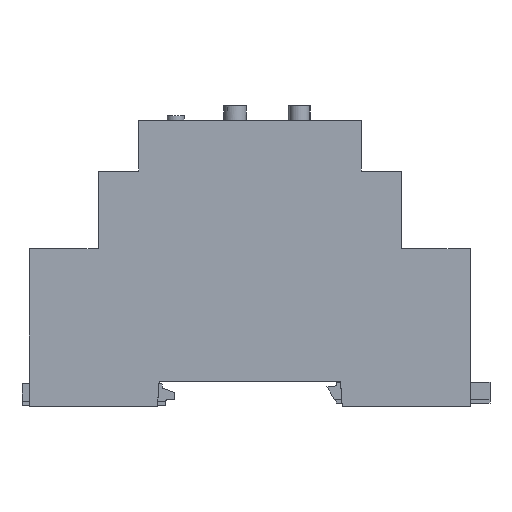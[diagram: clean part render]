
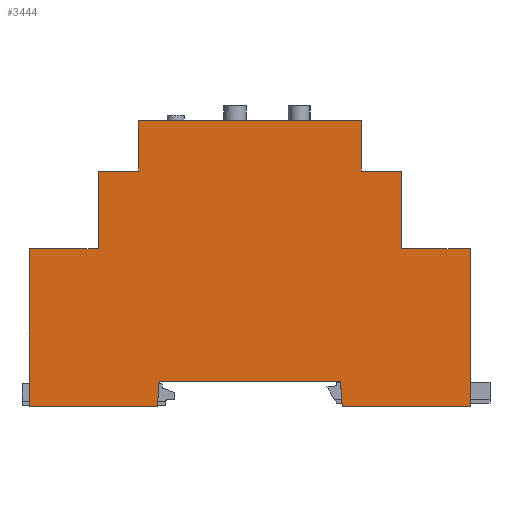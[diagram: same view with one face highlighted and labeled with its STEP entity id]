
A CAD part, left-side view. The second image highlights one B-rep face of the part: STEP entity #3444.
In plain terms, the highlighted planar face has unit normal (-1, 0, 0).
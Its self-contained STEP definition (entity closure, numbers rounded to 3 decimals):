
#3444=ADVANCED_FACE('',(#9745),#9747,.T.);
#9745=FACE_BOUND('',#9746,.T.);
#9746=EDGE_LOOP('',(#15322,#15323,#15324,#15325,#15326,#15327,#15328,#15329,#15330,
#15331,#15332,#15333,#15334,#15335,#15336,#15337));
#9747=PLANE('',#9748);
#9748=AXIS2_PLACEMENT_3D('',#9749,#9750,#9751);
#9749=CARTESIAN_POINT('',(-17.5,0.,0.));
#9750=DIRECTION('',(-1.,0.,0.));
#9751=DIRECTION('',(0.,0.,-1.));
#15322=ORIENTED_EDGE('',*,*,#18956,.T.);
#15323=ORIENTED_EDGE('',*,*,#18957,.T.);
#15324=ORIENTED_EDGE('',*,*,#18958,.T.);
#15325=ORIENTED_EDGE('',*,*,#18959,.T.);
#15326=ORIENTED_EDGE('',*,*,#18960,.T.);
#15327=ORIENTED_EDGE('',*,*,#18961,.T.);
#15328=ORIENTED_EDGE('',*,*,#18962,.T.);
#15329=ORIENTED_EDGE('',*,*,#18963,.T.);
#15330=ORIENTED_EDGE('',*,*,#18964,.T.);
#15331=ORIENTED_EDGE('',*,*,#18965,.T.);
#15332=ORIENTED_EDGE('',*,*,#18966,.T.);
#15333=ORIENTED_EDGE('',*,*,#18750,.T.);
#15334=ORIENTED_EDGE('',*,*,#18955,.T.);
#15335=ORIENTED_EDGE('',*,*,#18967,.T.);
#15336=ORIENTED_EDGE('',*,*,#18968,.T.);
#15337=ORIENTED_EDGE('',*,*,#18969,.T.);
#18750=EDGE_CURVE('',#21884,#21882,#21885,.T.);
#18955=EDGE_CURVE('',#21882,#22275,#22277,.T.);
#18956=EDGE_CURVE('',#22278,#22279,#22280,.T.);
#18957=EDGE_CURVE('',#22279,#22281,#22282,.T.);
#18958=EDGE_CURVE('',#22281,#22283,#22284,.T.);
#18959=EDGE_CURVE('',#22283,#22285,#22286,.T.);
#18960=EDGE_CURVE('',#22285,#22287,#22288,.T.);
#18961=EDGE_CURVE('',#22287,#22289,#22290,.T.);
#18962=EDGE_CURVE('',#22289,#22291,#22292,.T.);
#18963=EDGE_CURVE('',#22291,#22293,#22294,.T.);
#18964=EDGE_CURVE('',#22293,#22295,#22296,.T.);
#18965=EDGE_CURVE('',#22295,#22297,#22298,.T.);
#18966=EDGE_CURVE('',#22297,#21884,#22299,.T.);
#18967=EDGE_CURVE('',#22275,#22300,#22301,.T.);
#18968=EDGE_CURVE('',#22300,#22302,#22303,.T.);
#18969=EDGE_CURVE('',#22302,#22278,#22304,.T.);
#21882=VERTEX_POINT('',#28289);
#21884=VERTEX_POINT('',#28293);
#21885=LINE('',#28294,#28295);
#22275=VERTEX_POINT('',#29232);
#22277=LINE('',#29236,#29237);
#22278=VERTEX_POINT('',#29239);
#22279=VERTEX_POINT('',#29240);
#22280=LINE('',#29241,#29242);
#22281=VERTEX_POINT('',#29244);
#22282=LINE('',#29245,#29246);
#22283=VERTEX_POINT('',#29248);
#22284=LINE('',#29249,#29250);
#22285=VERTEX_POINT('',#29252);
#22286=LINE('',#29253,#29254);
#22287=VERTEX_POINT('',#29256);
#22288=LINE('',#29257,#29258);
#22289=VERTEX_POINT('',#29260);
#22290=LINE('',#29261,#29262);
#22291=VERTEX_POINT('',#29264);
#22292=LINE('',#29265,#29266);
#22293=VERTEX_POINT('',#29268);
#22294=LINE('',#29269,#29270);
#22295=VERTEX_POINT('',#29272);
#22296=LINE('',#29273,#29274);
#22297=VERTEX_POINT('',#29276);
#22298=LINE('',#29277,#29278);
#22299=LINE('',#29280,#29281);
#22300=VERTEX_POINT('',#29283);
#22301=LINE('',#29284,#29285);
#22302=VERTEX_POINT('',#29287);
#22303=LINE('',#29288,#29289);
#22304=LINE('',#29291,#29292);
#28289=CARTESIAN_POINT('',(-17.5,22.5,52.804));
#28293=CARTESIAN_POINT('',(-17.5,-22.5,52.804));
#28294=CARTESIAN_POINT('',(-17.5,-22.5,52.804));
#28295=VECTOR('',#28296,1.);
#28296=DIRECTION('',(0.,1.,0.));
#29232=CARTESIAN_POINT('',(-17.5,22.5,42.606));
#29236=CARTESIAN_POINT('',(-17.5,22.5,52.804));
#29237=VECTOR('',#29238,1.);
#29238=DIRECTION('',(0.,0.,-1.));
#29239=CARTESIAN_POINT('',(-17.5,44.6,26.878));
#29240=CARTESIAN_POINT('',(-17.5,44.6,-4.987));
#29241=CARTESIAN_POINT('',(-17.5,44.6,26.878));
#29242=VECTOR('',#29243,1.);
#29243=DIRECTION('',(0.,0.,-1.));
#29244=CARTESIAN_POINT('',(-17.5,18.7,-4.987));
#29245=CARTESIAN_POINT('',(-17.5,44.6,-4.987));
#29246=VECTOR('',#29247,1.);
#29247=DIRECTION('',(0.,-1.,0.));
#29248=CARTESIAN_POINT('',(-17.5,18.351,0.));
#29249=CARTESIAN_POINT('',(-17.5,18.7,-4.987));
#29250=VECTOR('',#29251,1.);
#29251=DIRECTION('',(0.,-0.07,0.998));
#29252=CARTESIAN_POINT('',(-17.5,-18.351,0.));
#29253=CARTESIAN_POINT('',(-17.5,18.351,0.));
#29254=VECTOR('',#29255,1.);
#29255=DIRECTION('',(0.,-1.,0.));
#29256=CARTESIAN_POINT('',(-17.5,-18.7,-4.987));
#29257=CARTESIAN_POINT('',(-17.5,-18.351,0.));
#29258=VECTOR('',#29259,1.);
#29259=DIRECTION('',(0.,-0.07,-0.998));
#29260=CARTESIAN_POINT('',(-17.5,-44.6,-4.987));
#29261=CARTESIAN_POINT('',(-17.5,-18.7,-4.987));
#29262=VECTOR('',#29263,1.);
#29263=DIRECTION('',(0.,-1.,0.));
#29264=CARTESIAN_POINT('',(-17.5,-44.6,26.878));
#29265=CARTESIAN_POINT('',(-17.5,-44.6,-4.987));
#29266=VECTOR('',#29267,1.);
#29267=DIRECTION('',(0.,0.,1.));
#29268=CARTESIAN_POINT('',(-17.5,-30.7,26.878));
#29269=CARTESIAN_POINT('',(-17.5,-44.6,26.878));
#29270=VECTOR('',#29271,1.);
#29271=DIRECTION('',(0.,1.,0.));
#29272=CARTESIAN_POINT('',(-17.5,-30.7,42.606));
#29273=CARTESIAN_POINT('',(-17.5,-30.7,26.878));
#29274=VECTOR('',#29275,1.);
#29275=DIRECTION('',(0.,0.,1.));
#29276=CARTESIAN_POINT('',(-17.5,-22.5,42.606));
#29277=CARTESIAN_POINT('',(-17.5,-30.7,42.606));
#29278=VECTOR('',#29279,1.);
#29279=DIRECTION('',(0.,1.,0.));
#29280=CARTESIAN_POINT('',(-17.5,-22.5,42.606));
#29281=VECTOR('',#29282,1.);
#29282=DIRECTION('',(0.,0.,1.));
#29283=CARTESIAN_POINT('',(-17.5,30.7,42.606));
#29284=CARTESIAN_POINT('',(-17.5,22.5,42.606));
#29285=VECTOR('',#29286,1.);
#29286=DIRECTION('',(0.,1.,0.));
#29287=CARTESIAN_POINT('',(-17.5,30.7,26.878));
#29288=CARTESIAN_POINT('',(-17.5,30.7,42.606));
#29289=VECTOR('',#29290,1.);
#29290=DIRECTION('',(0.,0.,-1.));
#29291=CARTESIAN_POINT('',(-17.5,30.7,26.878));
#29292=VECTOR('',#29293,1.);
#29293=DIRECTION('',(0.,1.,0.));
